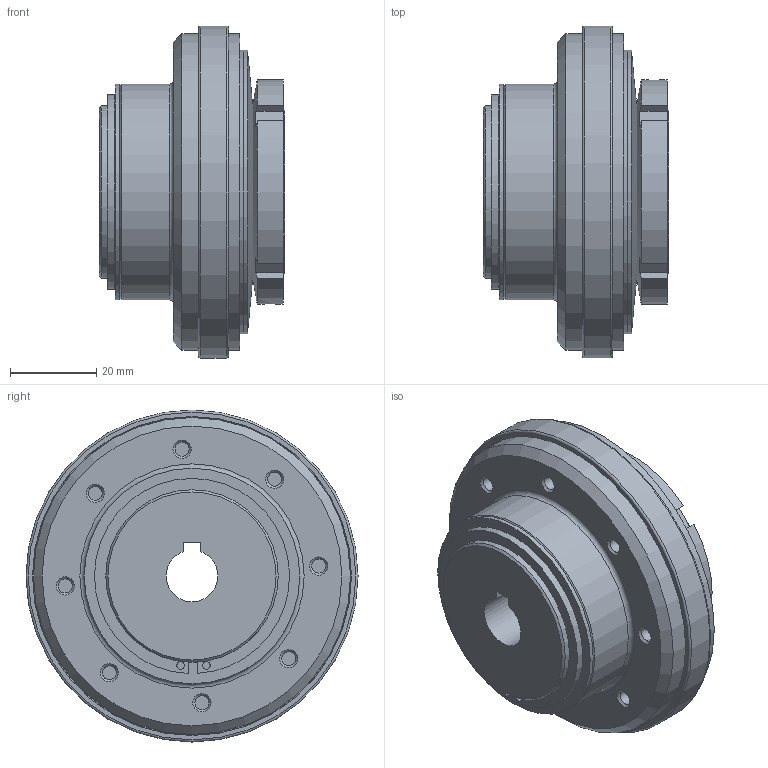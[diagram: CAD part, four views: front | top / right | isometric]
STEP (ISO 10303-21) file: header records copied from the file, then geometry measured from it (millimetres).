
FILE_DESCRIPTION(/* description */ ('Unknown','CAx-IF Rec.Pracs.---Representation and Presentation of Product Manufacturing Information (PMI)---4.0---2014-10-13','CAx-IF Rec.Pracs.---3D Tessellated Geometry---0.4---2014-09-14','2;1'),/* implementation_level */ '2;1');
FILE_NAME(/* name */ 'SKR - N 80',/* time_stamp */ '2023-03-24T11:35:06+01:00',/* author */ ('Unknown'),/* organization */ ('Unknown'),/* preprocessor_version */ 'ST-DEVELOPER v18.102',/* originating_system */ 'Solid Edge',/* authorisation */ 'Unknown');
FILE_SCHEMA (('AP242_MANAGED_MODEL_BASED_3D_ENGINEERING_MIM_LF { 1 0 10303 442 1 1 4 }'));
Length unit declared in the file: millimetre
Products named in the file (12): 00524441; KT102053; Text SKR - Logo Serie N80; 27924431_oa_0; 20424602; 20423996; kt103855; 20823999; 20913344-gespannt; 20613343; KT100050; KT101121
Assembly tree (12 placements, depth 3):
  00524441
    KT102053
    Text SKR - Logo Serie N80
    27924431_oa_0
    20424602
      20423996
      kt103855
    20823999
    20913344-gespannt  x2
    20613343
    KT100050
    KT101121
Bounding box: 43.05 x 77 x 77 mm (x, y, z)
Volume: 111490.8 mm3; surface area: 57415.4 mm2
Topology: 47 solids, 47 shells, 519 faces, 1276 edges, 847 vertices
Faces by surface type: plane 328, cylinder 77, cone 44, bspline 41, torus 29
Full cylindrical faces by diameter (mm): 1.778 x2, 3.075 x2, 3.242 x8, 3.3 x2, 3.382 x2, 4 x1, 6 x13, 30.077 x1, 30.687 x1, 37.8 x1, 39 x1, 40 x3, 40.1 x2, 40.2 x1, 40.3 x1, 44 x2, 50 x2, 52 x2, 56 x1, 73.5 x2, 74 x2, 77 x1
Entity records: 16892 total; most frequent: CARTESIAN_POINT 5423, ORIENTED_EDGE 2170, DIRECTION 1968, EDGE_CURVE 1085, VERTEX_POINT 794, AXIS2_PLACEMENT_3D 749, FACE_BOUND 741, EDGE_LOOP 726
